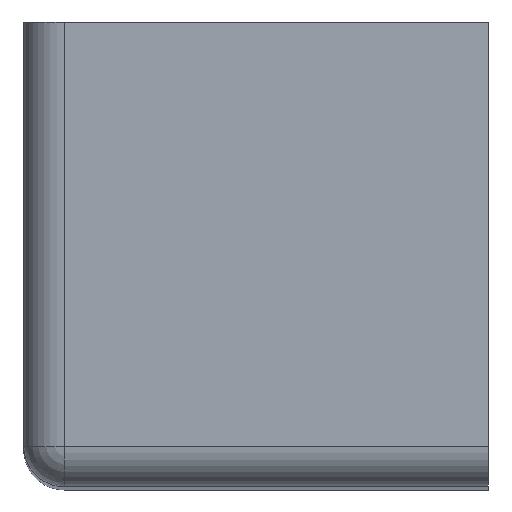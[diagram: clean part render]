
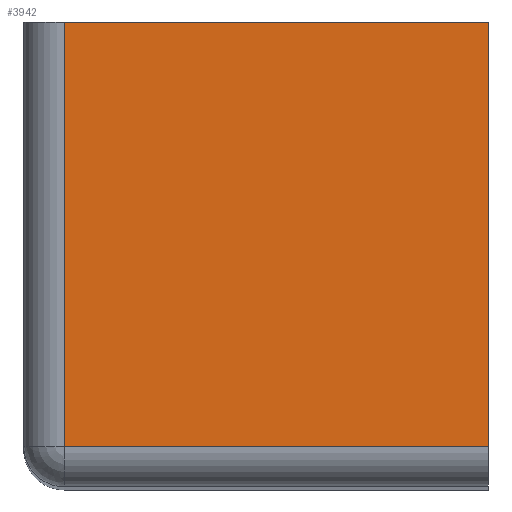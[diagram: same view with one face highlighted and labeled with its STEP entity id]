
A CAD part, top view. The second image highlights one B-rep face of the part: STEP entity #3942.
In plain terms, the highlighted planar face has unit normal (0, 0, 1).
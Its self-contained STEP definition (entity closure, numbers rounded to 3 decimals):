
#49=CARTESIAN_POINT('',(-16.5,-16.5,80.0));
#50=VERTEX_POINT('',#49);
#207=CARTESIAN_POINT('',(20.0,-16.5,80.0));
#208=VERTEX_POINT('',#207);
#216=CARTESIAN_POINT('',(20.0,-16.5,80.0));
#217=DIRECTION('',(-1.0,0.0,0.0));
#218=VECTOR('',#217,36.5);
#219=LINE('',#216,#218);
#220=EDGE_CURVE('',#208,#50,#219,.T.);
#237=CARTESIAN_POINT('',(-16.5,20.0,80.0));
#238=VERTEX_POINT('',#237);
#255=CARTESIAN_POINT('',(-16.5,-16.5,80.0));
#256=DIRECTION('',(0.0,1.0,0.0));
#257=VECTOR('',#256,36.5);
#258=LINE('',#255,#257);
#259=EDGE_CURVE('',#50,#238,#258,.T.);
#313=CARTESIAN_POINT('',(20.0,20.0,80.0));
#314=VERTEX_POINT('',#313);
#315=CARTESIAN_POINT('',(-16.5,20.0,80.0));
#316=DIRECTION('',(1.0,0.0,0.0));
#317=VECTOR('',#316,36.5);
#318=LINE('',#315,#317);
#319=EDGE_CURVE('',#238,#314,#318,.T.);
#3611=CARTESIAN_POINT('',(20.0,20.0,80.0));
#3612=DIRECTION('',(0.0,-1.0,0.0));
#3613=VECTOR('',#3612,36.5);
#3614=LINE('',#3611,#3613);
#3615=EDGE_CURVE('',#314,#208,#3614,.T.);
#3931=CARTESIAN_POINT('',(0.0,0.,80.0));
#3932=DIRECTION('',(0.0,0.0,1.0));
#3933=DIRECTION('',(1.0,0.0,0.0));
#3934=AXIS2_PLACEMENT_3D('',#3931,#3932,#3933);
#3935=PLANE('',#3934);
#3936=ORIENTED_EDGE('',*,*,#220,.F.);
#3937=ORIENTED_EDGE('',*,*,#3615,.F.);
#3938=ORIENTED_EDGE('',*,*,#319,.F.);
#3939=ORIENTED_EDGE('',*,*,#259,.F.);
#3940=EDGE_LOOP('',(#3936,#3937,#3938,#3939));
#3941=FACE_OUTER_BOUND('',#3940,.T.);
#3942=ADVANCED_FACE('',(#3941),#3935,.T.);
